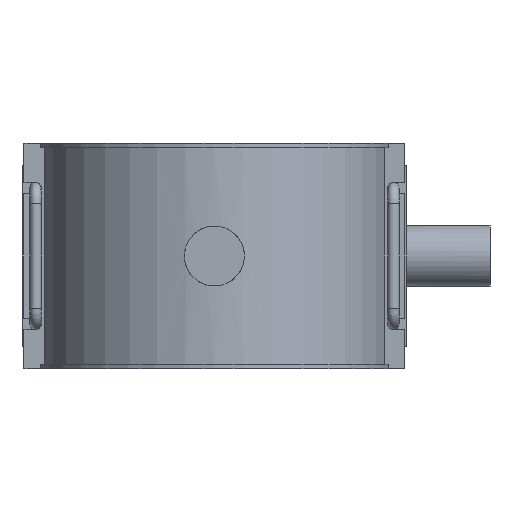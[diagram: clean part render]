
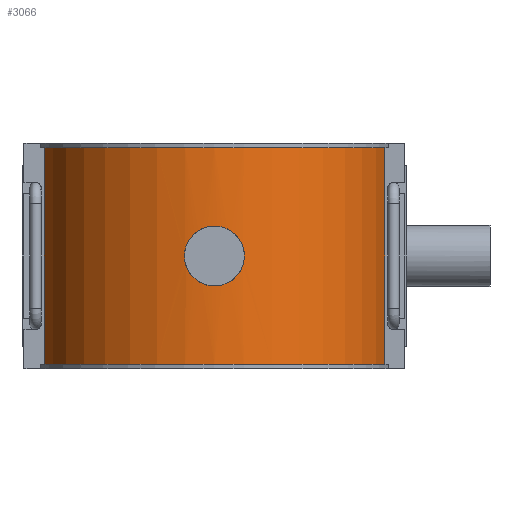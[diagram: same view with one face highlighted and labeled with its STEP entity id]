
A CAD part, front view. The second image highlights one B-rep face of the part: STEP entity #3066.
In plain terms, the highlighted cylindrical face has radius 91.2 mm (diameter 182.4 mm), a partial arc.
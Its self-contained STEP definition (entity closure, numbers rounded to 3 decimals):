
#117=LINE('',#5337,#396);
#143=LINE('',#5457,#422);
#396=VECTOR('',#3738,113.28);
#422=VECTOR('',#3794,113.28);
#750=CIRCLE('',#3281,91.2);
#757=CIRCLE('',#3294,91.2);
#826=FACE_BOUND('',#1120,.T.);
#924=FACE_OUTER_BOUND('',#1119,.T.);
#1119=EDGE_LOOP('',(#2367,#2368,#2369,#2370));
#1120=EDGE_LOOP('',(#2371));
#1296=B_SPLINE_CURVE_WITH_KNOTS('',3,(#5169,#5170,#5171,#5172,#5173,#5174,
#5175,#5176,#5177,#5178,#5179,#5180,#5181,#5182,#5183,#5184,#5185,#5186,
#5187,#5188,#5189,#5190,#5191,#5192,#5193,#5194,#5195,#5196,#5197,#5198,
#5199,#5200,#5201,#5202,#5203,#5204,#5205,#5206,#5207,#5208,#5209,#5210,
#5211,#5212,#5213,#5214,#5215,#5216,#5217,#5218,#5219,#5220,#5221,#5222,
#5223,#5224,#5225,#5226,#5227,#5228,#5229,#5230,#5231,#5232,#5233,#5234),
 .UNSPECIFIED.,.T.,.F.,(4,2,2,2,2,2,2,2,2,2,2,2,2,2,2,2,2,2,2,2,2,2,2,2,
2,2,2,2,2,2,2,2,4),(0.,0.296,0.592,0.888,
1.184,1.48,1.776,2.072,2.368,
2.664,2.96,3.255,3.551,3.847,
4.143,4.439,4.735,5.031,5.327,
5.623,5.919,6.215,6.511,6.807,
7.103,7.399,7.695,7.991,8.287,
8.583,8.879,9.175,9.471),
 .UNSPECIFIED.);
#1418=VERTEX_POINT('',#5168);
#1428=VERTEX_POINT('',#5324);
#1429=VERTEX_POINT('',#5326);
#1432=VERTEX_POINT('',#5336);
#1451=VERTEX_POINT('',#5404);
#1749=EDGE_CURVE('',#1418,#1418,#1296,.T.);
#1763=EDGE_CURVE('',#1428,#1429,#750,.T.);
#1767=EDGE_CURVE('',#1428,#1432,#117,.T.);
#1790=EDGE_CURVE('',#1451,#1432,#757,.T.);
#1806=EDGE_CURVE('',#1429,#1451,#143,.T.);
#2367=ORIENTED_EDGE('',*,*,#1763,.T.);
#2368=ORIENTED_EDGE('',*,*,#1806,.T.);
#2369=ORIENTED_EDGE('',*,*,#1790,.T.);
#2370=ORIENTED_EDGE('',*,*,#1767,.F.);
#2371=ORIENTED_EDGE('',*,*,#1749,.T.);
#2979=CYLINDRICAL_SURFACE('',#3299,91.2);
#3066=ADVANCED_FACE('',(#924,#826),#2979,.T.);
#3281=AXIS2_PLACEMENT_3D('',#5328,#3729,#3730);
#3294=AXIS2_PLACEMENT_3D('',#5405,#3773,#3774);
#3299=AXIS2_PLACEMENT_3D('',#5458,#3795,#3796);
#3729=DIRECTION('center_axis',(0.,0.,1.));
#3730=DIRECTION('ref_axis',(1.,0.,0.));
#3738=DIRECTION('',(0.,0.,1.));
#3773=DIRECTION('center_axis',(0.,0.,-1.));
#3774=DIRECTION('ref_axis',(1.,0.,0.));
#3794=DIRECTION('',(0.,0.,1.));
#3795=DIRECTION('center_axis',(0.,0.,1.));
#3796=DIRECTION('ref_axis',(1.,0.,0.));
#5168=CARTESIAN_POINT('',(15.68,-89.842,0.));
#5169=CARTESIAN_POINT('Ctrl Pts',(15.68,-89.842,0.));
#5170=CARTESIAN_POINT('Ctrl Pts',(15.68,-89.842,-0.987));
#5171=CARTESIAN_POINT('Ctrl Pts',(15.585,-89.859,-2.006));
#5172=CARTESIAN_POINT('Ctrl Pts',(15.188,-89.927,-4.033));
#5173=CARTESIAN_POINT('Ctrl Pts',(14.885,-89.978,-5.04));
#5174=CARTESIAN_POINT('Ctrl Pts',(14.084,-90.107,-6.971));
#5175=CARTESIAN_POINT('Ctrl Pts',(13.586,-90.184,-7.897));
#5176=CARTESIAN_POINT('Ctrl Pts',(12.435,-90.35,-9.607));
#5177=CARTESIAN_POINT('Ctrl Pts',(11.782,-90.438,-10.392));
#5178=CARTESIAN_POINT('Ctrl Pts',(10.392,-90.609,-11.782));
#5179=CARTESIAN_POINT('Ctrl Pts',(9.607,-90.697,-12.435));
#5180=CARTESIAN_POINT('Ctrl Pts',(7.897,-90.862,-13.586));
#5181=CARTESIAN_POINT('Ctrl Pts',(6.971,-90.938,-14.084));
#5182=CARTESIAN_POINT('Ctrl Pts',(5.04,-91.066,-14.885));
#5183=CARTESIAN_POINT('Ctrl Pts',(4.033,-91.116,-15.188));
#5184=CARTESIAN_POINT('Ctrl Pts',(2.006,-91.184,-15.585));
#5185=CARTESIAN_POINT('Ctrl Pts',(0.987,-91.2,-15.68));
#5186=CARTESIAN_POINT('Ctrl Pts',(-0.987,-91.2,-15.68));
#5187=CARTESIAN_POINT('Ctrl Pts',(-2.006,-91.184,-15.585));
#5188=CARTESIAN_POINT('Ctrl Pts',(-4.033,-91.116,-15.188));
#5189=CARTESIAN_POINT('Ctrl Pts',(-5.04,-91.066,-14.885));
#5190=CARTESIAN_POINT('Ctrl Pts',(-6.971,-90.938,-14.084));
#5191=CARTESIAN_POINT('Ctrl Pts',(-7.897,-90.862,-13.586));
#5192=CARTESIAN_POINT('Ctrl Pts',(-9.607,-90.697,-12.435));
#5193=CARTESIAN_POINT('Ctrl Pts',(-10.392,-90.609,-11.782));
#5194=CARTESIAN_POINT('Ctrl Pts',(-11.782,-90.438,-10.392));
#5195=CARTESIAN_POINT('Ctrl Pts',(-12.435,-90.35,-9.607));
#5196=CARTESIAN_POINT('Ctrl Pts',(-13.586,-90.184,-7.897));
#5197=CARTESIAN_POINT('Ctrl Pts',(-14.084,-90.107,-6.971));
#5198=CARTESIAN_POINT('Ctrl Pts',(-14.885,-89.978,-5.04));
#5199=CARTESIAN_POINT('Ctrl Pts',(-15.188,-89.927,-4.033));
#5200=CARTESIAN_POINT('Ctrl Pts',(-15.585,-89.859,-2.006));
#5201=CARTESIAN_POINT('Ctrl Pts',(-15.68,-89.842,-0.987));
#5202=CARTESIAN_POINT('Ctrl Pts',(-15.68,-89.842,0.987));
#5203=CARTESIAN_POINT('Ctrl Pts',(-15.585,-89.859,2.006));
#5204=CARTESIAN_POINT('Ctrl Pts',(-15.188,-89.927,4.033));
#5205=CARTESIAN_POINT('Ctrl Pts',(-14.885,-89.978,5.04));
#5206=CARTESIAN_POINT('Ctrl Pts',(-14.084,-90.107,6.971));
#5207=CARTESIAN_POINT('Ctrl Pts',(-13.586,-90.184,7.897));
#5208=CARTESIAN_POINT('Ctrl Pts',(-12.435,-90.35,9.607));
#5209=CARTESIAN_POINT('Ctrl Pts',(-11.782,-90.438,10.392));
#5210=CARTESIAN_POINT('Ctrl Pts',(-10.392,-90.609,11.782));
#5211=CARTESIAN_POINT('Ctrl Pts',(-9.607,-90.697,12.435));
#5212=CARTESIAN_POINT('Ctrl Pts',(-7.897,-90.862,13.586));
#5213=CARTESIAN_POINT('Ctrl Pts',(-6.971,-90.938,14.084));
#5214=CARTESIAN_POINT('Ctrl Pts',(-5.04,-91.066,14.885));
#5215=CARTESIAN_POINT('Ctrl Pts',(-4.033,-91.116,15.188));
#5216=CARTESIAN_POINT('Ctrl Pts',(-2.006,-91.184,15.585));
#5217=CARTESIAN_POINT('Ctrl Pts',(-0.987,-91.2,15.68));
#5218=CARTESIAN_POINT('Ctrl Pts',(0.987,-91.2,15.68));
#5219=CARTESIAN_POINT('Ctrl Pts',(2.006,-91.184,15.585));
#5220=CARTESIAN_POINT('Ctrl Pts',(4.033,-91.116,15.188));
#5221=CARTESIAN_POINT('Ctrl Pts',(5.04,-91.066,14.885));
#5222=CARTESIAN_POINT('Ctrl Pts',(6.971,-90.938,14.084));
#5223=CARTESIAN_POINT('Ctrl Pts',(7.897,-90.862,13.586));
#5224=CARTESIAN_POINT('Ctrl Pts',(9.607,-90.697,12.435));
#5225=CARTESIAN_POINT('Ctrl Pts',(10.392,-90.609,11.782));
#5226=CARTESIAN_POINT('Ctrl Pts',(11.782,-90.438,10.392));
#5227=CARTESIAN_POINT('Ctrl Pts',(12.435,-90.35,9.607));
#5228=CARTESIAN_POINT('Ctrl Pts',(13.586,-90.184,7.897));
#5229=CARTESIAN_POINT('Ctrl Pts',(14.084,-90.107,6.971));
#5230=CARTESIAN_POINT('Ctrl Pts',(14.885,-89.978,5.04));
#5231=CARTESIAN_POINT('Ctrl Pts',(15.188,-89.927,4.033));
#5232=CARTESIAN_POINT('Ctrl Pts',(15.585,-89.859,2.006));
#5233=CARTESIAN_POINT('Ctrl Pts',(15.68,-89.842,0.987));
#5234=CARTESIAN_POINT('Ctrl Pts',(15.68,-89.842,0.));
#5324=CARTESIAN_POINT('',(-88.98,-20.,-56.64));
#5326=CARTESIAN_POINT('',(88.98,-20.,-56.64));
#5328=CARTESIAN_POINT('Origin',(0.,0.,-56.64));
#5336=CARTESIAN_POINT('',(-88.98,-20.,56.64));
#5337=CARTESIAN_POINT('',(-88.98,-20.,0.));
#5404=CARTESIAN_POINT('',(88.98,-20.,56.64));
#5405=CARTESIAN_POINT('Origin',(0.,0.,56.64));
#5457=CARTESIAN_POINT('',(88.98,-20.,0.));
#5458=CARTESIAN_POINT('Origin',(0.,0.,0.));
